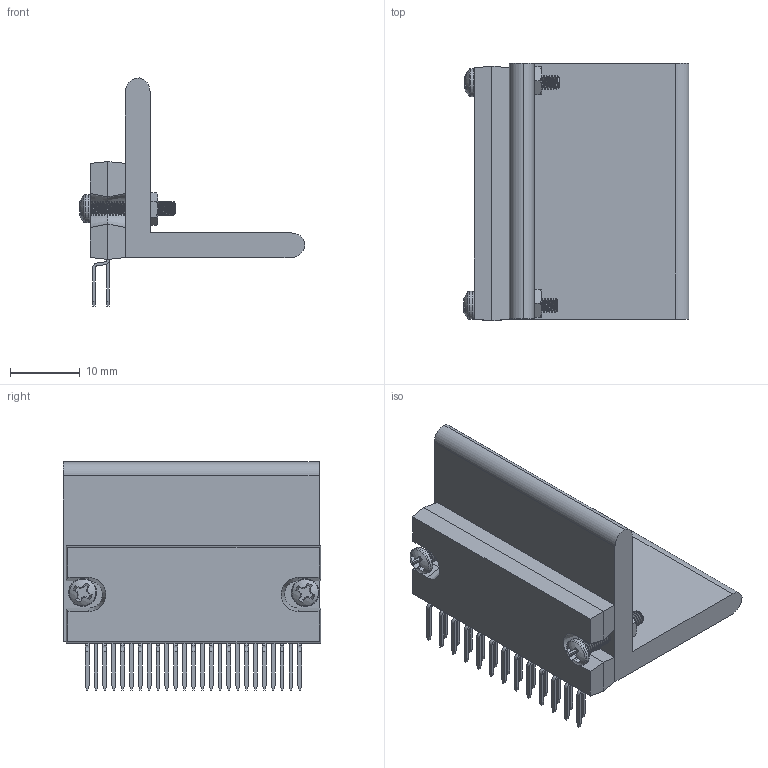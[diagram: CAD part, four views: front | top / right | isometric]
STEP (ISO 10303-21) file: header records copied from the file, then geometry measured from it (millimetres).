
FILE_DESCRIPTION(/* description */ (''),/* implementation_level */ '2;1');
FILE_NAME(/* name */ 'HZIP25 v16 v37.step',/* time_stamp */ '2022-05-20T00:05:29-04:00',/* author */ (''),/* organization */ (''),/* preprocessor_version */ 'ST-DEVELOPER v18.1',/* originating_system */ 'Autodesk Translation Framework v10.14.0.1471',/* authorisation */ '');
FILE_SCHEMA (('AUTOMOTIVE_DESIGN { 1 0 10303 214 3 1 1 }'));
Length unit declared in the file: millimetre
Products named in the file (6): HZIP25 v16; HZIP25; Heat Sink 2; screw:0; screw:0 (1); Nut 1
Assembly tree (6 placements, depth 2):
  HZIP25 v16
    HZIP25
    Heat Sink 2
    screw:0
    screw:0 (1)
    Nut 1  x2
Bounding box: 32.39 x 36.92 x 32.7 mm (x, y, z)
Volume: 8502.9 mm3; surface area: 6266.6 mm2
Topology: 31 solids, 31 shells, 719 faces, 1909 edges, 1256 vertices
Faces by surface type: plane 459, cylinder 196, cone 48, bspline 10, torus 4, sphere 2
Full cylindrical faces by diameter (mm): 1.48 x60, 2 x62, 4 x2
Entity records: 32943 total; most frequent: CARTESIAN_POINT 16099, ORIENTED_EDGE 3666, DIRECTION 3110, EDGE_CURVE 1833, LINE 1298, VECTOR 1298, VERTEX_POINT 1211, AXIS2_PLACEMENT_3D 906
